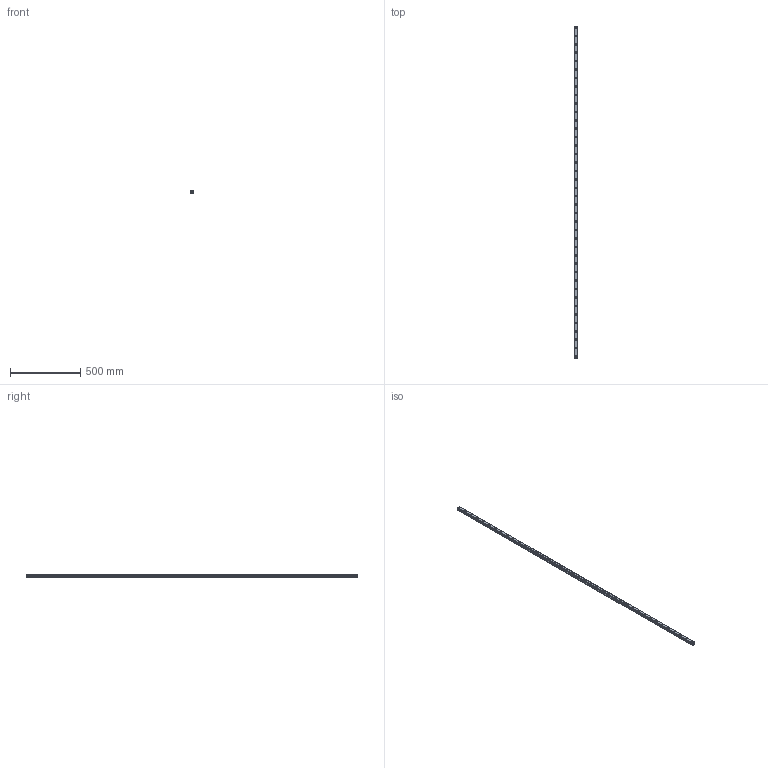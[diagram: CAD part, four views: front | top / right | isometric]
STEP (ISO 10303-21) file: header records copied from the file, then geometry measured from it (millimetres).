
FILE_DESCRIPTION(('STEP AP214'),'1');
FILE_NAME('cctmp_01191254-A9A5-4D3D-9A6C-6BE1E417B903_2020_5_28_9_31_48_72..stp','2020-05-28T07:31:48',('HIWIN GmbH'),('CADClick - www.CADClick.com'),'Spatial InterOp 3D',' ','unknown authorization');
FILE_SCHEMA(('AUTOMOTIVE_DESIGN'));
Length unit declared in the file: millimetre
Products named in the file (1): HGR25R2360H_FILE
Bounding box: 23 x 2360 x 22 mm (x, y, z)
Volume: 980298.6 mm3; surface area: 243055.3 mm2
Topology: 1 solids, 1 shells, 591 faces, 1515 edges, 1010 vertices
Faces by surface type: plane 329, cylinder 262
Entity records: 23125 total; most frequent: DIRECTION 3543, CARTESIAN_POINT 3117, ORIENTED_EDGE 3030, EDGE_CURVE 1515, AXIS2_PLACEMENT_3D 1436, VERTEX_POINT 1010, CIRCLE 684, EDGE_LOOP 675
